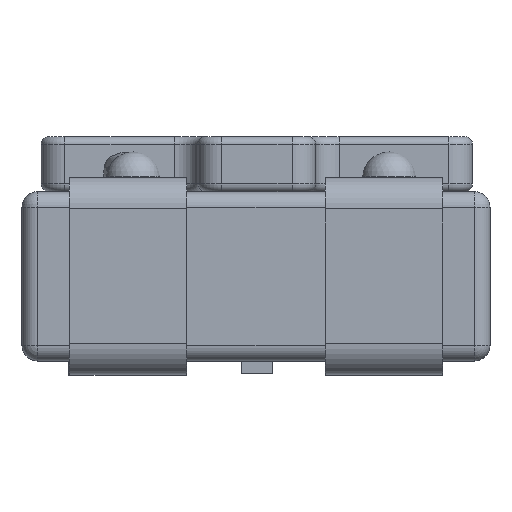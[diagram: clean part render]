
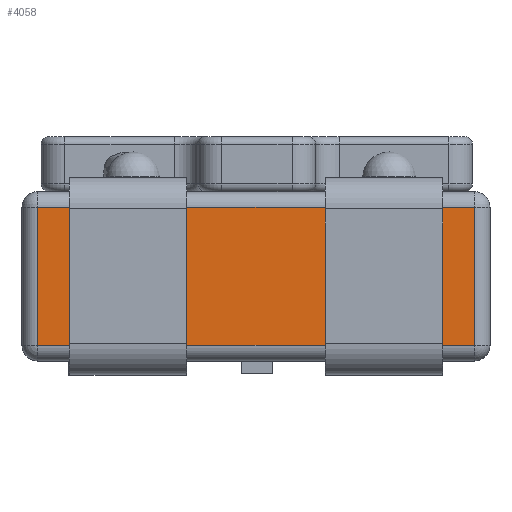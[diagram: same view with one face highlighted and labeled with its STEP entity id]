
A CAD part, front view. The second image highlights one B-rep face of the part: STEP entity #4058.
In plain terms, the highlighted planar face has unit normal (0, -1, 0).
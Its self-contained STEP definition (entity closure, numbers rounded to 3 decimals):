
#438=LINE('',#6281,#708);
#439=LINE('',#6284,#709);
#440=LINE('',#6286,#710);
#441=LINE('',#6288,#711);
#708=VECTOR('',#5073,1000.);
#709=VECTOR('',#5074,1000.);
#710=VECTOR('',#5075,1000.);
#711=VECTOR('',#5076,1000.);
#1082=ORIENTED_EDGE('',*,*,#2234,.T.);
#1083=ORIENTED_EDGE('',*,*,#2235,.T.);
#1084=ORIENTED_EDGE('',*,*,#2236,.T.);
#1085=ORIENTED_EDGE('',*,*,#2237,.T.);
#2234=EDGE_CURVE('',#2806,#2807,#438,.F.);
#2235=EDGE_CURVE('',#2807,#2808,#439,.F.);
#2236=EDGE_CURVE('',#2808,#2809,#440,.T.);
#2237=EDGE_CURVE('',#2809,#2806,#441,.T.);
#2806=VERTEX_POINT('',#6282);
#2807=VERTEX_POINT('',#6283);
#2808=VERTEX_POINT('',#6285);
#2809=VERTEX_POINT('',#6287);
#3343=EDGE_LOOP('',(#1082,#1083,#1084,#1085));
#3647=FACE_BOUND('',#3343,.T.);
#3917=PLANE('',#4450);
#4058=ADVANCED_FACE('',(#3647),#3917,.F.);
#4450=AXIS2_PLACEMENT_3D('',#6280,#5071,#5072);
#5071=DIRECTION('',(0.,1.,0.));
#5072=DIRECTION('',(0.,0.,1.));
#5073=DIRECTION('',(0.,0.,-1.));
#5074=DIRECTION('',(1.,0.,0.));
#5075=DIRECTION('',(0.,0.,-1.));
#5076=DIRECTION('',(1.,0.,0.));
#6280=CARTESIAN_POINT('',(-2.984,-3.343,1.08));
#6281=CARTESIAN_POINT('',(2.784,-3.343,1.08));
#6282=CARTESIAN_POINT('',(2.784,-3.343,-0.88));
#6283=CARTESIAN_POINT('',(2.784,-3.343,0.88));
#6284=CARTESIAN_POINT('',(-2.784,-3.343,0.88));
#6285=CARTESIAN_POINT('',(-2.784,-3.343,0.88));
#6286=CARTESIAN_POINT('',(-2.784,-3.343,1.08));
#6287=CARTESIAN_POINT('',(-2.784,-3.343,-0.88));
#6288=CARTESIAN_POINT('',(-2.984,-3.343,-0.88));
